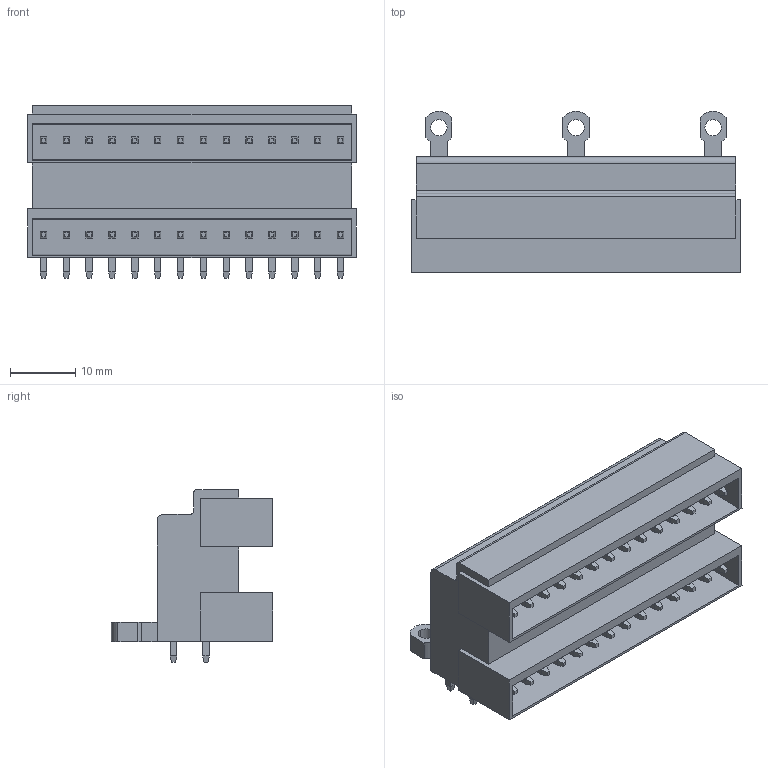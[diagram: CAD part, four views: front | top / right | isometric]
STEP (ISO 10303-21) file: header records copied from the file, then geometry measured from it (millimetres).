
FILE_DESCRIPTION(('CATIA V5 STEP Exchange','CAx-IF Rec.Pracs.--- Model Styling and Organization---1.2---2011-12-15'),'2;1');
FILE_NAME ('D1453953_0_1633700000_1633700000.stp','2018-11-10T08:32:06+00:00',('none'),('Weidmueller'),'CATIA Version 5-6 Release 2014','CATIA V5 STEP AP214','none');
FILE_SCHEMA(('AUTOMOTIVE_DESIGN { 1 0 10303 214 1 1 1 1 }'));
Length unit declared in the file: millimetre
Products named in the file (1): 1633700000
Bounding box: 50.4 x 24.7 x 26.5 mm (x, y, z)
Volume: 13357.8 mm3; surface area: 11841.3 mm2
Topology: 29 solids, 29 shells, 684 faces, 1648 edges, 1024 vertices
Faces by surface type: plane 663, cylinder 21
Entity records: 16896 total; most frequent: ORIENTED_EDGE 3296, CARTESIAN_POINT 3144, DIRECTION 1918, EDGE_CURVE 1648, VECTOR 1382, LINE 1382, VERTEX_POINT 1024, EDGE_LOOP 748
